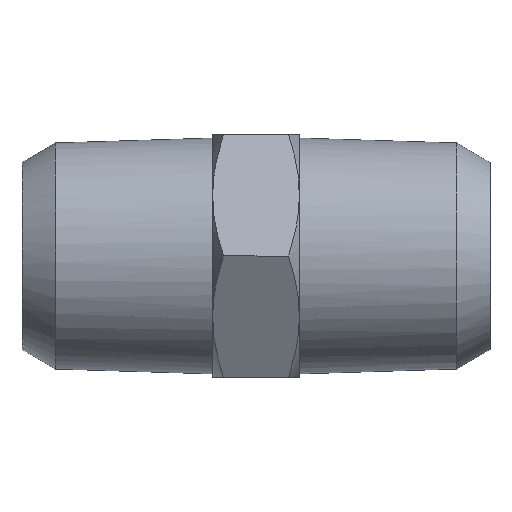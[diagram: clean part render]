
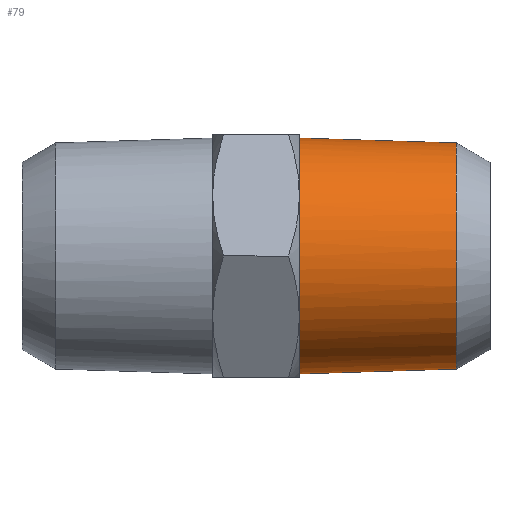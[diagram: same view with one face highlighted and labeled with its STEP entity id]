
A CAD part, left-side view. The second image highlights one B-rep face of the part: STEP entity #79.
In plain terms, the highlighted free-form (B-spline) face has degree [1, 3] with [2, 4] control points.
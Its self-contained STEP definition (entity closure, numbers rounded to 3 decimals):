
#8 = CARTESIAN_POINT ( 'NONE',  ( 0., 11., 6.803 ) ) ;
#30 = EDGE_CURVE ( 'NONE', #1048, #1344, #463, .T. ) ;
#62 = CARTESIAN_POINT ( 'NONE',  ( -1.778, 11., 6.627 ) ) ;
#79 = ADVANCED_FACE ( 'NONE', ( #921 ), #543, .F. ) ;
#125 = CARTESIAN_POINT ( 'NONE',  ( 0., 11., -6.803 ) ) ;
#157 = CARTESIAN_POINT ( 'NONE',  ( 0., 11., -6.803 ) ) ;
#190 = ORIENTED_EDGE ( 'NONE', *, *, #930, .F. ) ;
#197 = CARTESIAN_POINT ( 'NONE',  ( 0., 11., 6.803 ) ) ;
#207 = CARTESIAN_POINT ( 'NONE',  ( -3.429, 11., -5.943 ) ) ;
#257 = CARTESIAN_POINT ( 'NONE',  ( 0., 1.94, -6.52 ) ) ;
#276 = CARTESIAN_POINT ( 'NONE',  ( 0., 11., 6.803 ) ) ;
#315 = CARTESIAN_POINT ( 'NONE',  ( -4.179, 11., -5.442 ) ) ;
#327 = CARTESIAN_POINT ( 'NONE',  ( -5.943, 11., -3.429 ) ) ;
#452 = CARTESIAN_POINT ( 'NONE',  ( -6.803, 11., -0.893 ) ) ;
#463 =( BOUNDED_CURVE ( )  B_SPLINE_CURVE ( 3, ( #738, #1123, #496, #988 ),
 .UNSPECIFIED., .F., .F. ) 
 B_SPLINE_CURVE_WITH_KNOTS ( ( 4, 4 ),
 ( -3.142, 0. ),
 .UNSPECIFIED. ) 
 CURVE ( )  GEOMETRIC_REPRESENTATION_ITEM ( )  RATIONAL_B_SPLINE_CURVE ( ( 1., 0.333, 0.333, 1. ) ) 
 REPRESENTATION_ITEM ( '' )  );
#468 = CARTESIAN_POINT ( 'NONE',  ( -6.627, 11., 1.778 ) ) ;
#496 = CARTESIAN_POINT ( 'NONE',  ( -13.04, 1.94, 6.52 ) ) ;
#507 = VERTEX_POINT ( 'NONE', #823 ) ;
#529 = EDGE_LOOP ( 'NONE', ( #1454, #1330, #190, #690 ) ) ;
#543 =( BOUNDED_SURFACE ( )  B_SPLINE_SURFACE ( 1, 3, ( 
 ( #257, #901, #661, #1561 ),
 ( #125, #796, #766, #8 ) ),
 .UNSPECIFIED., .F., .F., .F. ) 
 B_SPLINE_SURFACE_WITH_KNOTS ( ( 2, 2 ),
 ( 4, 4 ),
 ( 0., 1. ),
 ( 0., 1. ),
 .UNSPECIFIED. ) 
 GEOMETRIC_REPRESENTATION_ITEM ( )  RATIONAL_B_SPLINE_SURFACE ( (
 ( 1., 0.333, 0.333, 1.),
 ( 1., 0.333, 0.333, 1.) ) ) 
 REPRESENTATION_ITEM ( '' )  SURFACE ( )  );
#661 = CARTESIAN_POINT ( 'NONE',  ( -13.04, 1.94, 6.52 ) ) ;
#690 = ORIENTED_EDGE ( 'NONE', *, *, #755, .T. ) ;
#726 = B_SPLINE_CURVE_WITH_KNOTS ( 'NONE', 1,
 ( #157, #1568 ),
 .UNSPECIFIED., .F., .F.,
 ( 2, 2 ),
 ( -1., 0. ),
 .UNSPECIFIED. ) ;
#738 = CARTESIAN_POINT ( 'NONE',  ( 0., 1.94, -6.52 ) ) ;
#755 = EDGE_CURVE ( 'NONE', #1634, #1048, #726, .T. ) ;
#766 = CARTESIAN_POINT ( 'NONE',  ( -13.606, 11., 6.803 ) ) ;
#796 = CARTESIAN_POINT ( 'NONE',  ( -13.606, 11., -6.803 ) ) ;
#820 = EDGE_CURVE ( 'NONE', #1344, #507, #1464, .T. ) ;
#823 = CARTESIAN_POINT ( 'NONE',  ( 0., 11., 6.803 ) ) ;
#840 = CARTESIAN_POINT ( 'NONE',  ( -3.429, 11., 5.943 ) ) ;
#849 = CARTESIAN_POINT ( 'NONE',  ( -5.943, 11., 3.429 ) ) ;
#852 = CARTESIAN_POINT ( 'NONE',  ( -6.627, 11., -1.778 ) ) ;
#901 = CARTESIAN_POINT ( 'NONE',  ( -13.04, 1.94, -6.52 ) ) ;
#921 = FACE_OUTER_BOUND ( 'NONE', #529, .T. ) ;
#930 = EDGE_CURVE ( 'NONE', #1634, #507, #1073, .T. ) ;
#965 = CARTESIAN_POINT ( 'NONE',  ( -0.893, 11., 6.803 ) ) ;
#973 = CARTESIAN_POINT ( 'NONE',  ( 0., 11., -6.803 ) ) ;
#977 = CARTESIAN_POINT ( 'NONE',  ( -0.893, 11., -6.803 ) ) ;
#988 = CARTESIAN_POINT ( 'NONE',  ( 0., 1.94, 6.52 ) ) ;
#1048 = VERTEX_POINT ( 'NONE', #1519 ) ;
#1050 = CARTESIAN_POINT ( 'NONE',  ( 0., 1.94, 6.52 ) ) ;
#1073 = B_SPLINE_CURVE_WITH_KNOTS ( 'NONE', 3,
 ( #1363, #977, #1086, #207, #315, #1105, #327, #852, #452, #1081, #468, #849, #1232, #1348, #840, #62, #965, #197 ),
 .UNSPECIFIED., .F., .F.,
 ( 4, 2, 2, 2, 2, 2, 2, 2, 4 ),
 ( 0., 0.393, 0.785, 1.178, 1.571, 1.963, 2.356, 2.749, 3.142 ),
 .UNSPECIFIED. ) ;
#1081 = CARTESIAN_POINT ( 'NONE',  ( -6.803, 11., 0.893 ) ) ;
#1086 = CARTESIAN_POINT ( 'NONE',  ( -1.778, 11., -6.627 ) ) ;
#1105 = CARTESIAN_POINT ( 'NONE',  ( -5.442, 11., -4.179 ) ) ;
#1123 = CARTESIAN_POINT ( 'NONE',  ( -13.04, 1.94, -6.52 ) ) ;
#1232 = CARTESIAN_POINT ( 'NONE',  ( -5.442, 11., 4.179 ) ) ;
#1330 = ORIENTED_EDGE ( 'NONE', *, *, #820, .T. ) ;
#1344 = VERTEX_POINT ( 'NONE', #1551 ) ;
#1348 = CARTESIAN_POINT ( 'NONE',  ( -4.179, 11., 5.442 ) ) ;
#1363 = CARTESIAN_POINT ( 'NONE',  ( 0., 11., -6.803 ) ) ;
#1454 = ORIENTED_EDGE ( 'NONE', *, *, #30, .T. ) ;
#1464 = B_SPLINE_CURVE_WITH_KNOTS ( 'NONE', 1,
 ( #1050, #276 ),
 .UNSPECIFIED., .F., .F.,
 ( 2, 2 ),
 ( -1., 0. ),
 .UNSPECIFIED. ) ;
#1519 = CARTESIAN_POINT ( 'NONE',  ( 0., 1.94, -6.52 ) ) ;
#1551 = CARTESIAN_POINT ( 'NONE',  ( 0., 1.94, 6.52 ) ) ;
#1561 = CARTESIAN_POINT ( 'NONE',  ( 0., 1.94, 6.52 ) ) ;
#1568 = CARTESIAN_POINT ( 'NONE',  ( 0., 1.94, -6.52 ) ) ;
#1634 = VERTEX_POINT ( 'NONE', #973 ) ;
